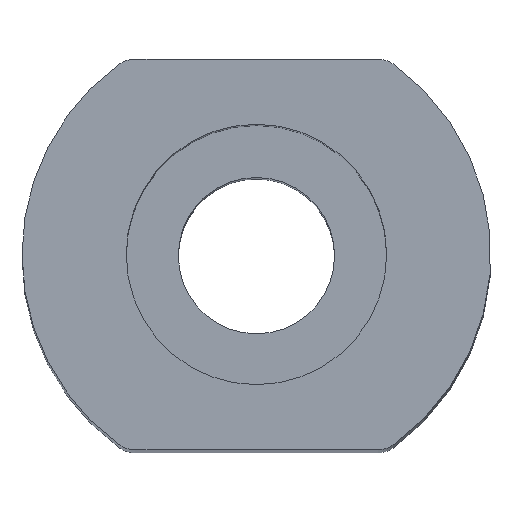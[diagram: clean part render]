
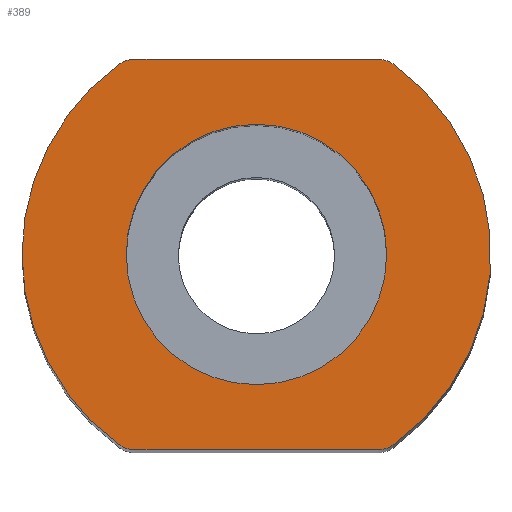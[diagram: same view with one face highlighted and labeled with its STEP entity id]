
A CAD part, top view. The second image highlights one B-rep face of the part: STEP entity #389.
In plain terms, the highlighted planar face has unit normal (0, 0, 1).
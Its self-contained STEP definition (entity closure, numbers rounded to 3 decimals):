
#2 = VECTOR ( 'NONE', #455, 1000. ) ;
#4 = CARTESIAN_POINT ( 'NONE',  ( -4.5, 0., 34. ) ) ;
#7 = DIRECTION ( 'NONE',  ( 1., 0., 0. ) ) ;
#12 = ORIENTED_EDGE ( 'NONE', *, *, #250, .T. ) ;
#14 = EDGE_CURVE ( 'NONE', #364, #451, #534, .T. ) ;
#15 = DIRECTION ( 'NONE',  ( 1., 0., 0. ) ) ;
#19 = VERTEX_POINT ( 'NONE', #407 ) ;
#23 = LINE ( 'NONE', #209, #278 ) ;
#25 = DIRECTION ( 'NONE',  ( -1., 0., 0. ) ) ;
#34 = CARTESIAN_POINT ( 'NONE',  ( 2.623, 3.656, 34. ) ) ;
#35 = CIRCLE ( 'NONE', #233, 4.5 ) ;
#51 = DIRECTION ( 'NONE',  ( 0., 0., 1. ) ) ;
#52 = EDGE_LOOP ( 'NONE', ( #432, #535 ) ) ;
#53 = CARTESIAN_POINT ( 'NONE',  ( 2.332, 3.25, 34. ) ) ;
#72 = AXIS2_PLACEMENT_3D ( 'NONE', #447, #496, #15 ) ;
#80 = DIRECTION ( 'NONE',  ( 0., 0., 1. ) ) ;
#86 = AXIS2_PLACEMENT_3D ( 'NONE', #108, #291, #25 ) ;
#99 = CIRCLE ( 'NONE', #553, 2.5 ) ;
#107 = ORIENTED_EDGE ( 'NONE', *, *, #14, .T. ) ;
#108 = CARTESIAN_POINT ( 'NONE',  ( -2.332, -3.25, 34. ) ) ;
#109 = ORIENTED_EDGE ( 'NONE', *, *, #438, .T. ) ;
#110 = AXIS2_PLACEMENT_3D ( 'NONE', #374, #579, #137 ) ;
#112 = CARTESIAN_POINT ( 'NONE',  ( 2.623, -3.656, 34. ) ) ;
#116 = CARTESIAN_POINT ( 'NONE',  ( -2.332, -3.25, 34. ) ) ;
#117 = EDGE_CURVE ( 'NONE', #244, #308, #383, .T. ) ;
#122 = EDGE_CURVE ( 'NONE', #448, #256, #203, .T. ) ;
#137 = DIRECTION ( 'NONE',  ( 1., 0., 0. ) ) ;
#145 = DIRECTION ( 'NONE',  ( 1., 0., 0. ) ) ;
#151 = VERTEX_POINT ( 'NONE', #4 ) ;
#154 = CARTESIAN_POINT ( 'NONE',  ( -2.332, 3.75, 34. ) ) ;
#158 = CARTESIAN_POINT ( 'NONE',  ( 2.332, 3.75, 34. ) ) ;
#160 = EDGE_CURVE ( 'NONE', #304, #19, #99, .T. ) ;
#166 = EDGE_CURVE ( 'NONE', #308, #448, #35, .T. ) ;
#170 = CARTESIAN_POINT ( 'NONE',  ( -2.623, -3.656, 34. ) ) ;
#174 = AXIS2_PLACEMENT_3D ( 'NONE', #116, #462, #311 ) ;
#177 = DIRECTION ( 'NONE',  ( 0., 0., 1. ) ) ;
#185 = ORIENTED_EDGE ( 'NONE', *, *, #166, .T. ) ;
#203 = CIRCLE ( 'NONE', #213, 0.5 ) ;
#209 = CARTESIAN_POINT ( 'NONE',  ( -2.332, 3.75, 34. ) ) ;
#213 = AXIS2_PLACEMENT_3D ( 'NONE', #53, #177, #145 ) ;
#218 = CIRCLE ( 'NONE', #260, 4.5 ) ;
#229 = EDGE_CURVE ( 'NONE', #451, #151, #446, .T. ) ;
#231 = VERTEX_POINT ( 'NONE', #577 ) ;
#233 = AXIS2_PLACEMENT_3D ( 'NONE', #525, #574, #518 ) ;
#244 = VERTEX_POINT ( 'NONE', #385 ) ;
#250 = EDGE_CURVE ( 'NONE', #436, #231, #323, .T. ) ;
#254 = CARTESIAN_POINT ( 'NONE',  ( -2.5, 0., 34. ) ) ;
#256 = VERTEX_POINT ( 'NONE', #158 ) ;
#260 = AXIS2_PLACEMENT_3D ( 'NONE', #576, #333, #532 ) ;
#267 = EDGE_CURVE ( 'NONE', #19, #304, #544, .T. ) ;
#278 = VECTOR ( 'NONE', #296, 1000. ) ;
#289 = ORIENTED_EDGE ( 'NONE', *, *, #122, .T. ) ;
#291 = DIRECTION ( 'NONE',  ( 0., 0., 1. ) ) ;
#296 = DIRECTION ( 'NONE',  ( -1., 0., 0. ) ) ;
#304 = VERTEX_POINT ( 'NONE', #254 ) ;
#306 = FACE_BOUND ( 'NONE', #52, .T. ) ;
#308 = VERTEX_POINT ( 'NONE', #112 ) ;
#311 = DIRECTION ( 'NONE',  ( -1., 0., 0. ) ) ;
#323 = CIRCLE ( 'NONE', #86, 0.5 ) ;
#333 = DIRECTION ( 'NONE',  ( 0., 0., 1. ) ) ;
#349 = FACE_OUTER_BOUND ( 'NONE', #546, .T. ) ;
#356 = CARTESIAN_POINT ( 'NONE',  ( -2.332, 3.25, 34. ) ) ;
#363 = AXIS2_PLACEMENT_3D ( 'NONE', #356, #80, #463 ) ;
#364 = VERTEX_POINT ( 'NONE', #154 ) ;
#374 = CARTESIAN_POINT ( 'NONE',  ( 0., 0., 34. ) ) ;
#383 = CIRCLE ( 'NONE', #466, 0.5 ) ;
#385 = CARTESIAN_POINT ( 'NONE',  ( 2.332, -3.75, 34. ) ) ;
#386 = ORIENTED_EDGE ( 'NONE', *, *, #117, .T. ) ;
#389 = ADVANCED_FACE ( 'NONE', ( #306, #349 ), #551, .F. ) ;
#407 = CARTESIAN_POINT ( 'NONE',  ( 2.5, 0., 34. ) ) ;
#417 = LINE ( 'NONE', #563, #2 ) ;
#418 = CARTESIAN_POINT ( 'NONE',  ( 0., 0., 34. ) ) ;
#420 = DIRECTION ( 'NONE',  ( 1., 0., 0. ) ) ;
#432 = ORIENTED_EDGE ( 'NONE', *, *, #267, .F. ) ;
#436 = VERTEX_POINT ( 'NONE', #170 ) ;
#438 = EDGE_CURVE ( 'NONE', #231, #244, #417, .T. ) ;
#446 = CIRCLE ( 'NONE', #110, 4.5 ) ;
#447 = CARTESIAN_POINT ( 'NONE',  ( 0., 0., 34. ) ) ;
#448 = VERTEX_POINT ( 'NONE', #34 ) ;
#451 = VERTEX_POINT ( 'NONE', #603 ) ;
#455 = DIRECTION ( 'NONE',  ( 1., 0., 0. ) ) ;
#462 = DIRECTION ( 'NONE',  ( 0., 0., -1. ) ) ;
#463 = DIRECTION ( 'NONE',  ( 1., 0., 0. ) ) ;
#465 = CARTESIAN_POINT ( 'NONE',  ( 2.332, -3.25, 34. ) ) ;
#466 = AXIS2_PLACEMENT_3D ( 'NONE', #465, #51, #420 ) ;
#472 = DIRECTION ( 'NONE',  ( 0., 0., 1. ) ) ;
#473 = ORIENTED_EDGE ( 'NONE', *, *, #229, .T. ) ;
#496 = DIRECTION ( 'NONE',  ( 0., 0., 1. ) ) ;
#498 = ORIENTED_EDGE ( 'NONE', *, *, #570, .T. ) ;
#518 = DIRECTION ( 'NONE',  ( 1., 0., 0. ) ) ;
#525 = CARTESIAN_POINT ( 'NONE',  ( 0., 0., 34. ) ) ;
#532 = DIRECTION ( 'NONE',  ( 1., 0., 0. ) ) ;
#534 = CIRCLE ( 'NONE', #363, 0.5 ) ;
#535 = ORIENTED_EDGE ( 'NONE', *, *, #160, .F. ) ;
#542 = ORIENTED_EDGE ( 'NONE', *, *, #599, .T. ) ;
#544 = CIRCLE ( 'NONE', #72, 2.5 ) ;
#546 = EDGE_LOOP ( 'NONE', ( #12, #109, #386, #185, #289, #542, #107, #473, #498 ) ) ;
#551 = PLANE ( 'NONE',  #174 ) ;
#553 = AXIS2_PLACEMENT_3D ( 'NONE', #418, #472, #7 ) ;
#563 = CARTESIAN_POINT ( 'NONE',  ( -2.332, -3.75, 34. ) ) ;
#570 = EDGE_CURVE ( 'NONE', #151, #436, #218, .T. ) ;
#574 = DIRECTION ( 'NONE',  ( 0., 0., 1. ) ) ;
#576 = CARTESIAN_POINT ( 'NONE',  ( 0., 0., 34. ) ) ;
#577 = CARTESIAN_POINT ( 'NONE',  ( -2.332, -3.75, 34. ) ) ;
#579 = DIRECTION ( 'NONE',  ( 0., 0., 1. ) ) ;
#599 = EDGE_CURVE ( 'NONE', #256, #364, #23, .T. ) ;
#603 = CARTESIAN_POINT ( 'NONE',  ( -2.623, 3.656, 34. ) ) ;
